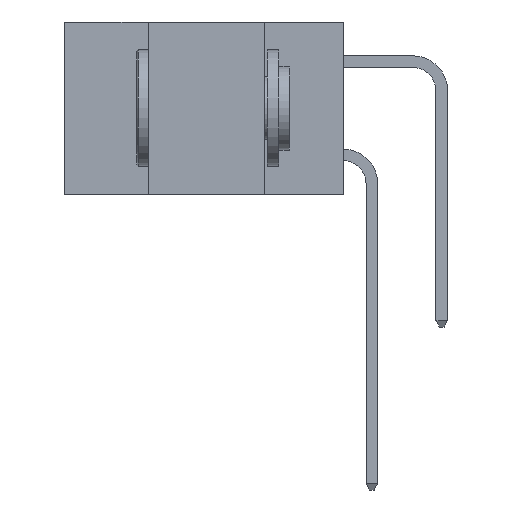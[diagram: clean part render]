
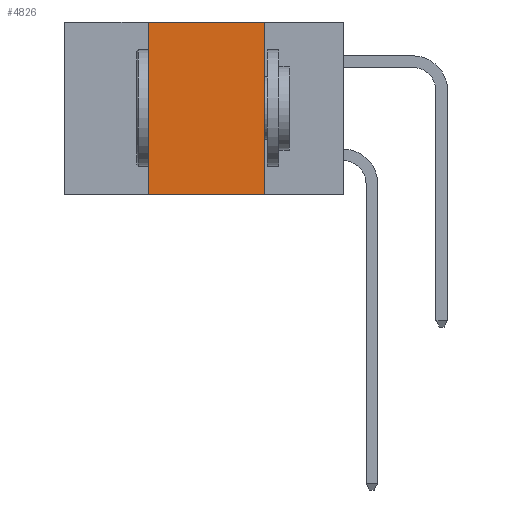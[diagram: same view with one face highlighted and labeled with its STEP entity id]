
A CAD part, left-side view. The second image highlights one B-rep face of the part: STEP entity #4826.
In plain terms, the highlighted planar face has unit normal (-1, 0, 0).
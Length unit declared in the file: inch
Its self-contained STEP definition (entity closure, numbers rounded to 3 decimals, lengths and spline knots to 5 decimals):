
#183 = DIRECTION ( 'NONE',  ( 0., 0., -1. ) ) ;
#196 = DIRECTION ( 'NONE',  ( 1., 0., 0. ) ) ;
#234 = CARTESIAN_POINT ( 'NONE',  ( 0., 0.6, 0. ) ) ;
#266 = PLANE ( 'NONE',  #7438 ) ;
#1677 = VECTOR ( 'NONE', #8694, 39.37008 ) ;
#1743 = ORIENTED_EDGE ( 'NONE', *, *, #12780, .F. ) ;
#1847 = EDGE_CURVE ( 'NONE', #7836, #8004, #4170, .T. ) ;
#1990 = EDGE_LOOP ( 'NONE', ( #1743, #7480, #4969, #13637 ) ) ;
#2361 = DIRECTION ( 'NONE',  ( 0., -1., 0. ) ) ;
#2440 = CARTESIAN_POINT ( 'NONE',  ( 0., 0.6, 0. ) ) ;
#4170 = LINE ( 'NONE', #13739, #12109 ) ;
#4353 = CARTESIAN_POINT ( 'NONE',  ( 0., 0.6, -0.37 ) ) ;
#4554 = DIRECTION ( 'NONE',  ( 0., -1., 0. ) ) ;
#4826 = ADVANCED_FACE ( 'NONE', ( #10010 ), #266, .F. ) ;
#4969 = ORIENTED_EDGE ( 'NONE', *, *, #1847, .F. ) ;
#5330 = VECTOR ( 'NONE', #2361, 39.37008 ) ;
#6449 = CARTESIAN_POINT ( 'NONE',  ( 0., 0.17, 0. ) ) ;
#6475 = CARTESIAN_POINT ( 'NONE',  ( 0., 0.17, -0.37 ) ) ;
#6965 = VERTEX_POINT ( 'NONE', #12262 ) ;
#7230 = VERTEX_POINT ( 'NONE', #6449 ) ;
#7438 = AXIS2_PLACEMENT_3D ( 'NONE', #234, #196, #183 ) ;
#7480 = ORIENTED_EDGE ( 'NONE', *, *, #7630, .F. ) ;
#7603 = LINE ( 'NONE', #4353, #10527 ) ;
#7630 = EDGE_CURVE ( 'NONE', #8004, #7230, #8887, .T. ) ;
#7836 = VERTEX_POINT ( 'NONE', #13065 ) ;
#8004 = VERTEX_POINT ( 'NONE', #11383 ) ;
#8694 = DIRECTION ( 'NONE',  ( 0., 0., -1. ) ) ;
#8887 = LINE ( 'NONE', #2440, #5330 ) ;
#10010 = FACE_OUTER_BOUND ( 'NONE', #1990, .T. ) ;
#10527 = VECTOR ( 'NONE', #4554, 39.37008 ) ;
#10674 = LINE ( 'NONE', #6475, #1677 ) ;
#10843 = EDGE_CURVE ( 'NONE', #7836, #6965, #7603, .T. ) ;
#11383 = CARTESIAN_POINT ( 'NONE',  ( 0., 0.42, 0. ) ) ;
#11425 = DIRECTION ( 'NONE',  ( 0., 0., 1. ) ) ;
#12109 = VECTOR ( 'NONE', #11425, 39.37008 ) ;
#12262 = CARTESIAN_POINT ( 'NONE',  ( 0., 0.17, -0.37 ) ) ;
#12780 = EDGE_CURVE ( 'NONE', #7230, #6965, #10674, .T. ) ;
#13065 = CARTESIAN_POINT ( 'NONE',  ( 0., 0.42, -0.37 ) ) ;
#13637 = ORIENTED_EDGE ( 'NONE', *, *, #10843, .T. ) ;
#13739 = CARTESIAN_POINT ( 'NONE',  ( 0., 0.42, -0.37 ) ) ;
